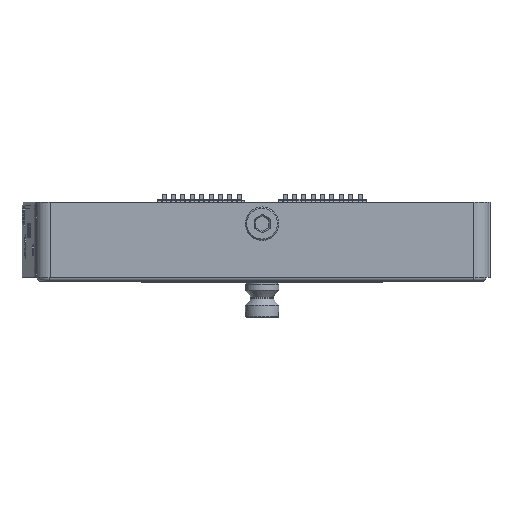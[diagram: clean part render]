
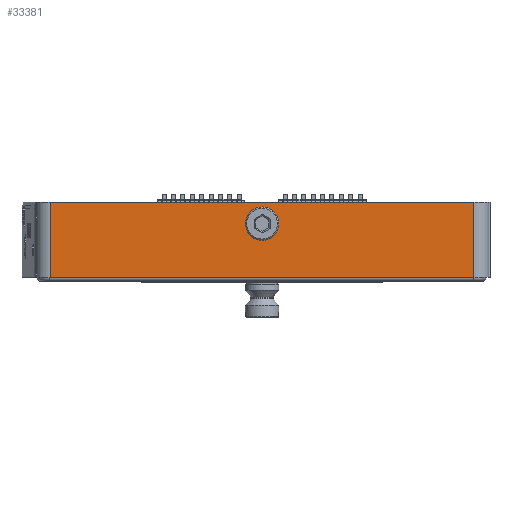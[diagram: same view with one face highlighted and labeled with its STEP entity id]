
A CAD part, left-side view. The second image highlights one B-rep face of the part: STEP entity #33381.
In plain terms, the highlighted planar face has unit normal (-1, 0, 0).
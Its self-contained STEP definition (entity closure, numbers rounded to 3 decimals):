
#1017 = FACE_BOUND ( 'NONE', #10163, .T. ) ;
#2300 = DIRECTION ( 'NONE',  ( -1., 0., 0. ) ) ;
#3481 = CARTESIAN_POINT ( 'NONE',  ( -86., 4.5, -8.25 ) ) ;
#4085 = DIRECTION ( 'NONE',  ( 0., 0., 1. ) ) ;
#5885 = EDGE_CURVE ( 'NONE', #29417, #30043, #30211, .T. ) ;
#6304 = ORIENTED_EDGE ( 'NONE', *, *, #22950, .F. ) ;
#6480 = ORIENTED_EDGE ( 'NONE', *, *, #5885, .T. ) ;
#6918 = LINE ( 'NONE', #33562, #25291 ) ;
#8334 = CARTESIAN_POINT ( 'NONE',  ( -86., 83.5, -8.25 ) ) ;
#8404 = DIRECTION ( 'NONE',  ( 0., 0., 1. ) ) ;
#8783 = VERTEX_POINT ( 'NONE', #36047 ) ;
#9190 = PLANE ( 'NONE',  #39669 ) ;
#10163 = EDGE_LOOP ( 'NONE', ( #29734 ) ) ;
#10231 = VECTOR ( 'NONE', #8404, 1000. ) ;
#11334 = LINE ( 'NONE', #8334, #10231 ) ;
#13835 = AXIS2_PLACEMENT_3D ( 'NONE', #20180, #44072, #23573 ) ;
#15163 = EDGE_CURVE ( 'NONE', #40273, #30043, #6918, .T. ) ;
#16298 = CARTESIAN_POINT ( 'NONE',  ( -86., 83.5, -8.25 ) ) ;
#19450 = CARTESIAN_POINT ( 'NONE',  ( -86., 4.5, -8.25 ) ) ;
#20180 = CARTESIAN_POINT ( 'NONE',  ( -86., 44., 1.75 ) ) ;
#20592 = FACE_OUTER_BOUND ( 'NONE', #39087, .T. ) ;
#20802 = LINE ( 'NONE', #25969, #38053 ) ;
#22484 = DIRECTION ( 'NONE',  ( 0., -1., 0. ) ) ;
#22950 = EDGE_CURVE ( 'NONE', #40997, #40273, #11334, .T. ) ;
#23014 = CARTESIAN_POINT ( 'NONE',  ( -86., 4.5, -8.25 ) ) ;
#23451 = ORIENTED_EDGE ( 'NONE', *, *, #38393, .T. ) ;
#23573 = DIRECTION ( 'NONE',  ( 0., 1., 0. ) ) ;
#25291 = VECTOR ( 'NONE', #34024, 1000. ) ;
#25406 = CARTESIAN_POINT ( 'NONE',  ( -86., 4.5, 5.75 ) ) ;
#25969 = CARTESIAN_POINT ( 'NONE',  ( -86., 4.5, -8.25 ) ) ;
#26080 = ORIENTED_EDGE ( 'NONE', *, *, #15163, .F. ) ;
#26521 = DIRECTION ( 'NONE',  ( 0., 0., 1. ) ) ;
#29128 = VECTOR ( 'NONE', #4085, 1000. ) ;
#29417 = VERTEX_POINT ( 'NONE', #19450 ) ;
#29734 = ORIENTED_EDGE ( 'NONE', *, *, #42700, .T. ) ;
#30043 = VERTEX_POINT ( 'NONE', #25406 ) ;
#30211 = LINE ( 'NONE', #3481, #29128 ) ;
#33381 = ADVANCED_FACE ( 'NONE', ( #1017, #20592 ), #9190, .T. ) ;
#33562 = CARTESIAN_POINT ( 'NONE',  ( -86., 4.5, 5.75 ) ) ;
#34024 = DIRECTION ( 'NONE',  ( 0., -1., 0. ) ) ;
#36047 = CARTESIAN_POINT ( 'NONE',  ( -86., 47.125, 1.75 ) ) ;
#38053 = VECTOR ( 'NONE', #22484, 1000. ) ;
#38393 = EDGE_CURVE ( 'NONE', #40997, #29417, #20802, .T. ) ;
#38781 = CARTESIAN_POINT ( 'NONE',  ( -86., 83.5, 5.75 ) ) ;
#39087 = EDGE_LOOP ( 'NONE', ( #6480, #26080, #6304, #23451 ) ) ;
#39669 = AXIS2_PLACEMENT_3D ( 'NONE', #23014, #2300, #26521 ) ;
#40273 = VERTEX_POINT ( 'NONE', #38781 ) ;
#40997 = VERTEX_POINT ( 'NONE', #16298 ) ;
#42700 = EDGE_CURVE ( 'NONE', #8783, #8783, #43515, .T. ) ;
#43515 = CIRCLE ( 'NONE', #13835, 3.125 ) ;
#44072 = DIRECTION ( 'NONE',  ( 1., 0., 0. ) ) ;
